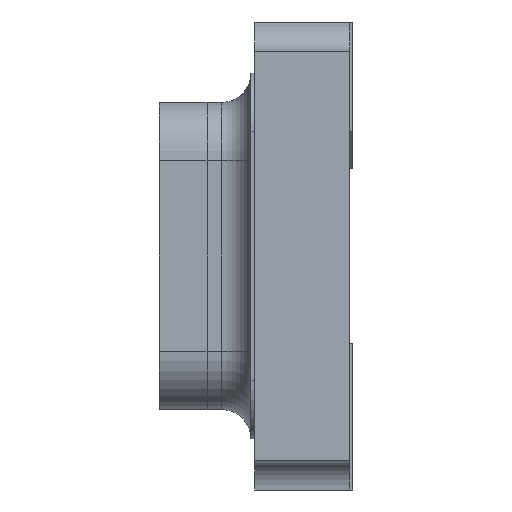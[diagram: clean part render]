
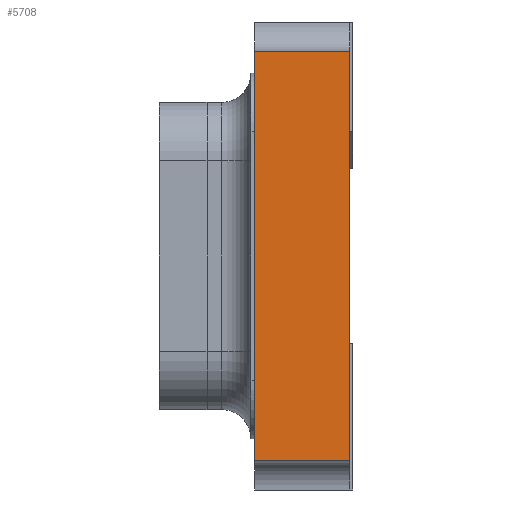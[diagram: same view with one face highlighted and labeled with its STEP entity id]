
A CAD part, left-side view. The second image highlights one B-rep face of the part: STEP entity #5708.
In plain terms, the highlighted planar face has unit normal (-1, 0, 0).
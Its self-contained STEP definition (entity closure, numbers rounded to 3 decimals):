
#7 = CARTESIAN_POINT ( 'NONE',  ( -2.5, 0.65, -1.6 ) ) ;
#358 = DIRECTION ( 'NONE',  ( 0., -1., 0. ) ) ;
#404 = CARTESIAN_POINT ( 'NONE',  ( -2.5, 0.65, -1.4 ) ) ;
#747 = VERTEX_POINT ( 'NONE', #404 ) ;
#790 = VECTOR ( 'NONE', #3213, 1000. ) ;
#968 = ORIENTED_EDGE ( 'NONE', *, *, #1662, .F. ) ;
#972 = CARTESIAN_POINT ( 'NONE',  ( -2.5, 0., 1.4 ) ) ;
#1301 = VECTOR ( 'NONE', #358, 1000. ) ;
#1662 = EDGE_CURVE ( 'NONE', #4543, #747, #5633, .T. ) ;
#2273 = CARTESIAN_POINT ( 'NONE',  ( -2.5, 0., -1.6 ) ) ;
#2326 = CARTESIAN_POINT ( 'NONE',  ( -2.5, 8.927, 1.4 ) ) ;
#2417 = VECTOR ( 'NONE', #5297, 1000. ) ;
#2696 = ORIENTED_EDGE ( 'NONE', *, *, #3281, .F. ) ;
#2755 = LINE ( 'NONE', #2273, #5543 ) ;
#2790 = CARTESIAN_POINT ( 'NONE',  ( -2.5, 8.115, -1.4 ) ) ;
#2802 = LINE ( 'NONE', #2326, #1301 ) ;
#2892 = EDGE_LOOP ( 'NONE', ( #968, #4684, #2696, #4253 ) ) ;
#3161 = DIRECTION ( 'NONE',  ( 1., 0., 0. ) ) ;
#3213 = DIRECTION ( 'NONE',  ( 0., 1., 0. ) ) ;
#3281 = EDGE_CURVE ( 'NONE', #4033, #5820, #2802, .T. ) ;
#3380 = CARTESIAN_POINT ( 'NONE',  ( -2.5, 0.65, 1.4 ) ) ;
#4033 = VERTEX_POINT ( 'NONE', #3380 ) ;
#4089 = DIRECTION ( 'NONE',  ( 0., 0., -1. ) ) ;
#4110 = EDGE_CURVE ( 'NONE', #747, #4033, #4326, .T. ) ;
#4221 = DIRECTION ( 'NONE',  ( 0., 0., 1. ) ) ;
#4253 = ORIENTED_EDGE ( 'NONE', *, *, #4110, .F. ) ;
#4326 = LINE ( 'NONE', #7, #2417 ) ;
#4443 = AXIS2_PLACEMENT_3D ( 'NONE', #4676, #3161, #4089 ) ;
#4503 = CARTESIAN_POINT ( 'NONE',  ( -2.5, 0., -1.4 ) ) ;
#4543 = VERTEX_POINT ( 'NONE', #4503 ) ;
#4676 = CARTESIAN_POINT ( 'NONE',  ( -2.5, 0.65, -1.6 ) ) ;
#4684 = ORIENTED_EDGE ( 'NONE', *, *, #4755, .T. ) ;
#4755 = EDGE_CURVE ( 'NONE', #4543, #5820, #2755, .T. ) ;
#5114 = PLANE ( 'NONE',  #4443 ) ;
#5297 = DIRECTION ( 'NONE',  ( 0., 0., 1. ) ) ;
#5543 = VECTOR ( 'NONE', #4221, 1000. ) ;
#5608 = FACE_OUTER_BOUND ( 'NONE', #2892, .T. ) ;
#5633 = LINE ( 'NONE', #2790, #790 ) ;
#5708 = ADVANCED_FACE ( 'NONE', ( #5608 ), #5114, .F. ) ;
#5820 = VERTEX_POINT ( 'NONE', #972 ) ;
